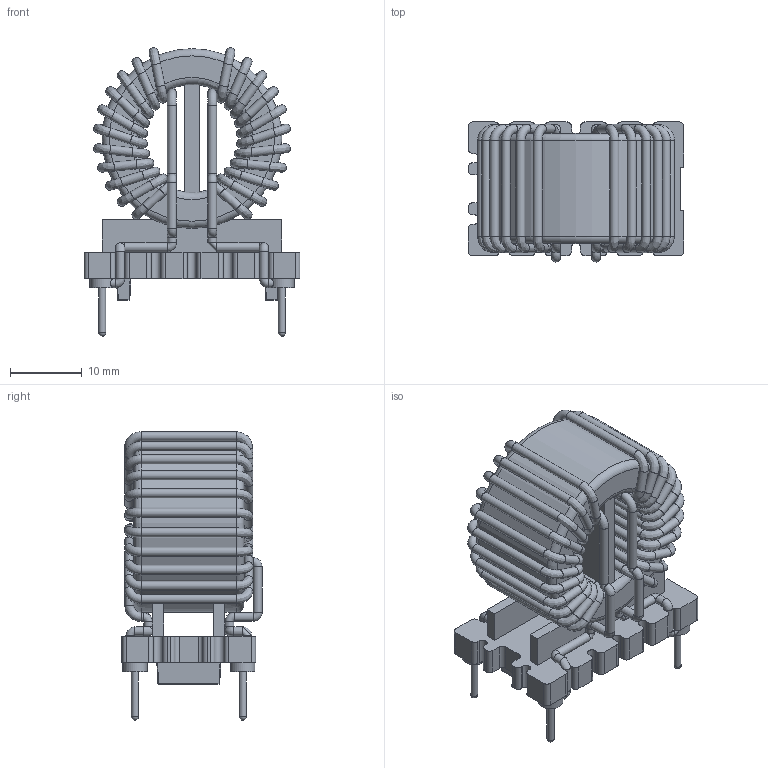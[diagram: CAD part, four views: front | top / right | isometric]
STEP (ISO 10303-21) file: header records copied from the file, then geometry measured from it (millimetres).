
FILE_DESCRIPTION( ( 'Unknown' ), '1' );
FILE_NAME( '744825xxxx.stp', 'Unknown', ( 'Unknown' ), ( 'Unknown' ), 'XStep 1.0', 'Unknown', ' ' );
FILE_SCHEMA( ( 'automotive_design' ) );
Length unit declared in the file: millimetre
Products named in the file (2): Assem1; 744825xxxx
Bounding box: 30 x 19.48 x 40.13 mm (x, y, z)
Volume: 17778.7 mm3; surface area: 18954.4 mm2
Topology: 2 solids, 10 shells, 886 faces, 1998 edges, 1144 vertices
Faces by surface type: cylinder 418, plane 196, torus 160, bspline 88, sphere 24
Full cylindrical faces by diameter (mm): 0.99 x8, 1 x32, 1.25 x244, 3.4 x8, 25 x2
Entity records: 24785 total; most frequent: CARTESIAN_POINT 12493, DIRECTION 1922, ORIENTED_EDGE 1396, AXIS2_PLACEMENT_3D 827, EDGE_LOOP 750, FACE_OUTER_BOUND 714, EDGE_CURVE 698, VERTEX_POINT 554
